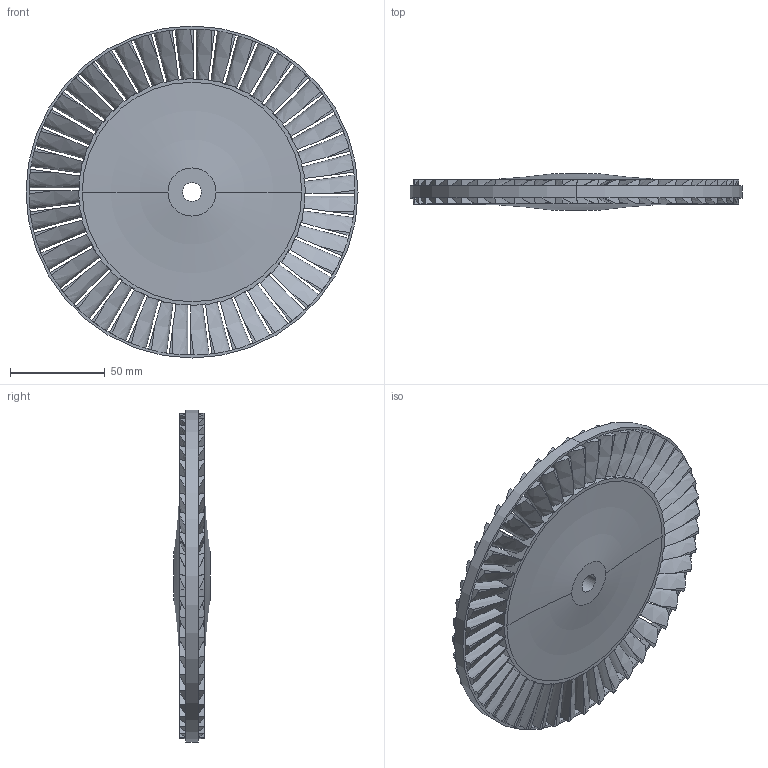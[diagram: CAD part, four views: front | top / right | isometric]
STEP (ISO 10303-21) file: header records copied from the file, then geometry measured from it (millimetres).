
FILE_DESCRIPTION (( 'STEP AP214' ), '1' );
FILE_NAME ('[TP] [Turb] Rotor41.STEP', '2024-05-06T23:28:06', ( '' ), ( '' ), 'SwSTEP 2.0', 'SolidWorks 2023', '' );
FILE_SCHEMA (( 'AUTOMOTIVE_DESIGN' ));
Length unit declared in the file: inch
Products named in the file (1): [TP] [Turb] Rotor41
Bounding box: 175.08 x 19.05 x 175.08 mm (x, y, z)
Volume: 230325.7 mm3; surface area: 87672.8 mm2
Topology: 1 solids, 49 shells, 640 faces, 1806 edges, 1172 vertices
Faces by surface type: cylinder 342, plane 198, bspline 96, torus 4
Entity records: 25649 total; most frequent: CARTESIAN_POINT 10627, ORIENTED_EDGE 3612, DIRECTION 2632, EDGE_CURVE 1806, VERTEX_POINT 1172, AXIS2_PLACEMENT_3D 1049, EDGE_LOOP 646, ADVANCED_FACE 640
